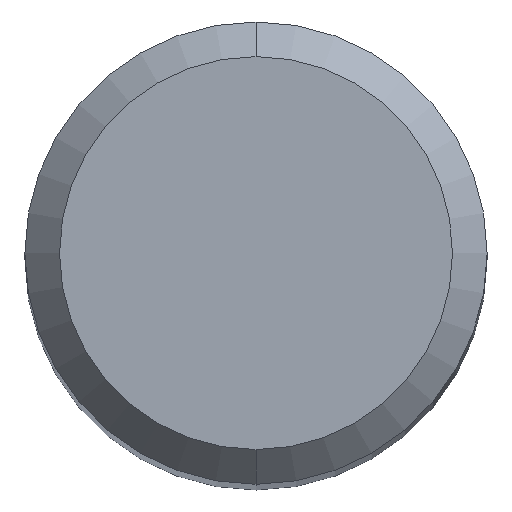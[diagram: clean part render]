
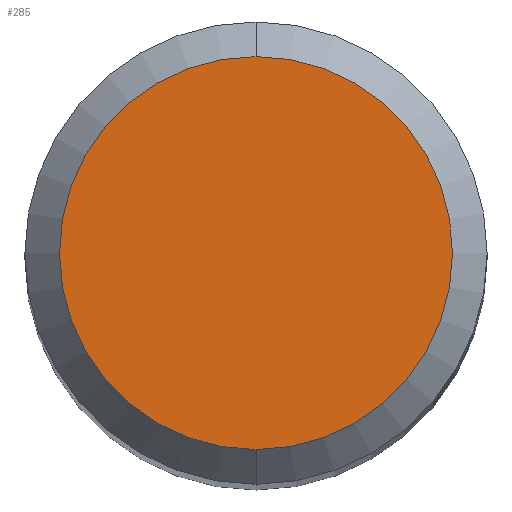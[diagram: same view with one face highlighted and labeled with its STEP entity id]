
A CAD part, top view. The second image highlights one B-rep face of the part: STEP entity #285.
In plain terms, the highlighted planar face has unit normal (0, 0, 1).
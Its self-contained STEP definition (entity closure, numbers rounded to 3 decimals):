
#175=VERTEX_POINT('',#459);
#179=EDGE_CURVE('',#175,#355,#463,.T.);
#285=ADVANCED_FACE('',(#581),#582,.T.);
#355=VERTEX_POINT('',#658);
#383=EDGE_CURVE('',#355,#175,#687,.T.);
#459=CARTESIAN_POINT('',(0.,-1.7,0.0));
#463=CIRCLE('',#808,1.7);
#581=FACE_OUTER_BOUND('',#1029,.T.);
#582=PLANE('',#1030);
#658=CARTESIAN_POINT('',(0.0,1.7,0.0));
#687=CIRCLE('',#1267,1.7);
#808=AXIS2_PLACEMENT_3D('',#1360,#1361,#1362);
#1029=EDGE_LOOP('',(#1506,#1507));
#1030=AXIS2_PLACEMENT_3D('',#1508,#1509,#1510);
#1267=AXIS2_PLACEMENT_3D('',#1611,#1612,#1613);
#1360=CARTESIAN_POINT('',(0.0,0.0,0.0));
#1361=DIRECTION('',(0.0,0.0,-1.0));
#1362=DIRECTION('',(0.0,1.0,0.0));
#1506=ORIENTED_EDGE('',*,*,#383,.F.);
#1507=ORIENTED_EDGE('',*,*,#179,.F.);
#1508=CARTESIAN_POINT('',(0.0,0.85,0.0));
#1509=DIRECTION('',(-0.0,0.0,1.0));
#1510=DIRECTION('',(0.0,-1.0,0.0));
#1611=CARTESIAN_POINT('',(0.0,0.0,0.0));
#1612=DIRECTION('',(0.0,0.0,-1.0));
#1613=DIRECTION('',(0.0,1.0,0.0));
